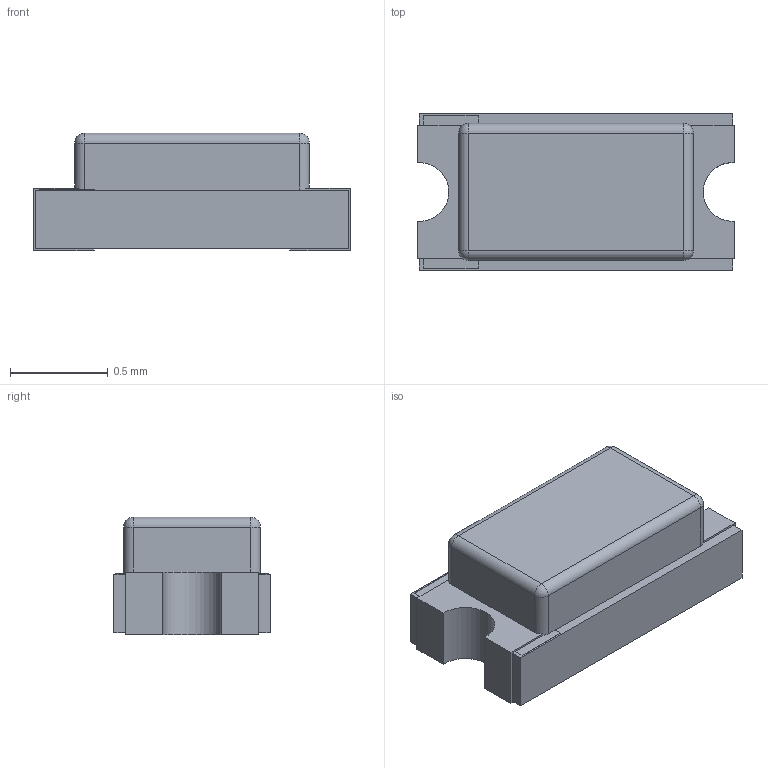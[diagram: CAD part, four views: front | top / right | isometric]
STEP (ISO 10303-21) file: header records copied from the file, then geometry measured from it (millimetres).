
FILE_DESCRIPTION (( 'STEP AP203' ), '1' );
FILE_NAME ('User Library-led_0603.STEP', '2015-01-12T16:34:36', ( 'Windows User' ), ( '' ), 'SwSTEP 2.0', 'SolidWorks 2015', '' );
FILE_SCHEMA (( 'CONFIG_CONTROL_DESIGN' ));
Length unit declared in the file: millimetre
Products named in the file (1): User Library-led_0603
Bounding box: 1.62 x 0.8 x 0.6 mm (x, y, z)
Volume: 0.6 mm3; surface area: 5.1 mm2
Topology: 1 solids, 1 shells, 51 faces, 139 edges, 86 vertices
Faces by surface type: plane 36, cylinder 11, sphere 4
Entity records: 1636 total; most frequent: CARTESIAN_POINT 273, ORIENTED_EDGE 270, DIRECTION 265, EDGE_CURVE 135, LINE 109, VECTOR 109, VERTEX_POINT 86, AXIS2_PLACEMENT_3D 78
